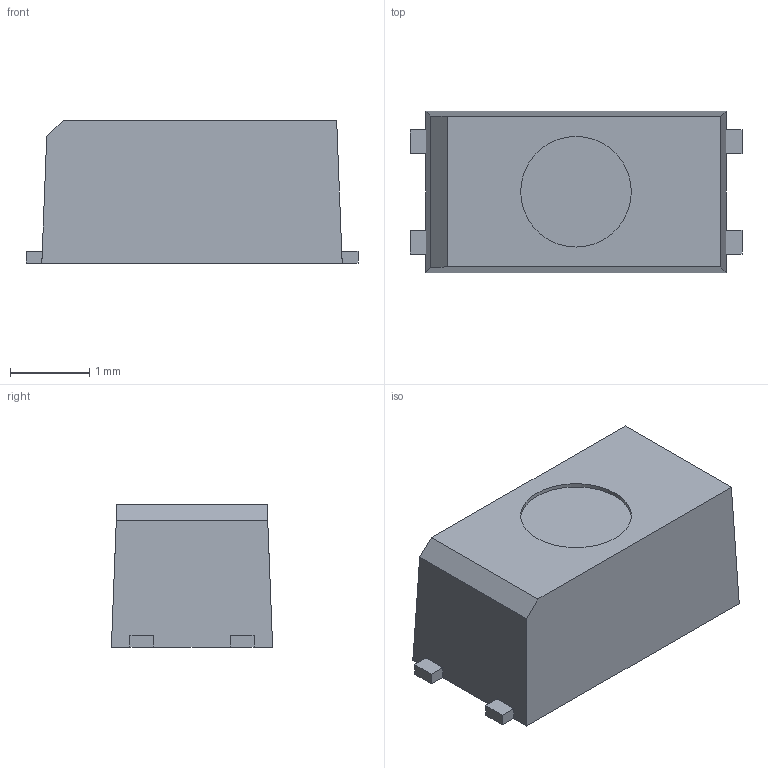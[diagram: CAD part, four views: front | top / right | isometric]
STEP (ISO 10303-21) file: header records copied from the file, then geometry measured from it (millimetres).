
FILE_DESCRIPTION((''),'2;1');
FILE_NAME('TOSHIBA_SSOP4.stp','2014-03-18T14:11:25',(''),(''),'Mechanical Desktop 2011','Mechanical Desktop 2011',', , ');
FILE_SCHEMA(('AUTOMOTIVE_DESIGN { 1 2 10303 214 1 1 1 1 }'));
Length unit declared in the file: millimetre
Products named in the file (1): Product
Bounding box: 4.2 x 2.04 x 1.8 mm (x, y, z)
Volume: 13.2 mm3; surface area: 37.5 mm2
Topology: 5 solids, 5 shells, 50 faces, 117 edges, 78 vertices
Faces by surface type: plane 48, cylinder 2
Entity records: 1453 total; most frequent: CARTESIAN_POINT 246, ORIENTED_EDGE 234, DIRECTION 223, EDGE_CURVE 117, VECTOR 113, LINE 113, VERTEX_POINT 78, AXIS2_PLACEMENT_3D 55
